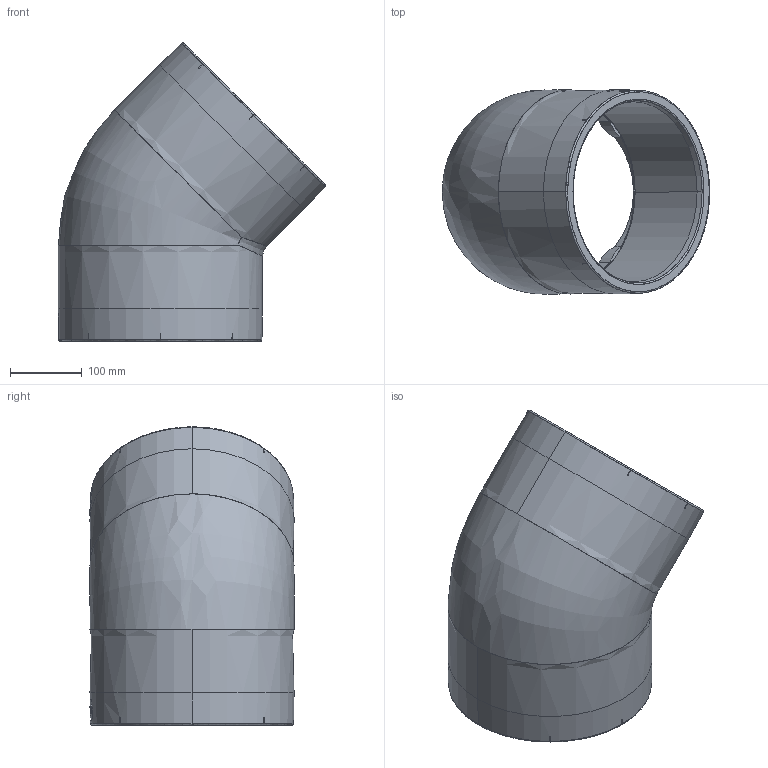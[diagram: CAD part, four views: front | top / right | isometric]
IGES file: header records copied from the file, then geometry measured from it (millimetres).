
Start section: SolidWorks IGES file using analytic representation for surfaces
Global section: file name: 01 05 1067 225.IGS; native system: SolidWorks 2014; preprocessor: SolidWorks 2014; author: utilizadort; date: 140929.123036; units: millimetre
Bounding box: 371.86 x 284.04 x 414.86 mm (x, y, z)
Surface area: 636584.3 mm2 (no closed solid volume)
Topology: 0 solids, 0 shells, 336 faces, 5327 edges, 5321 vertices
Faces by surface type: bspline 222, revolution 114
